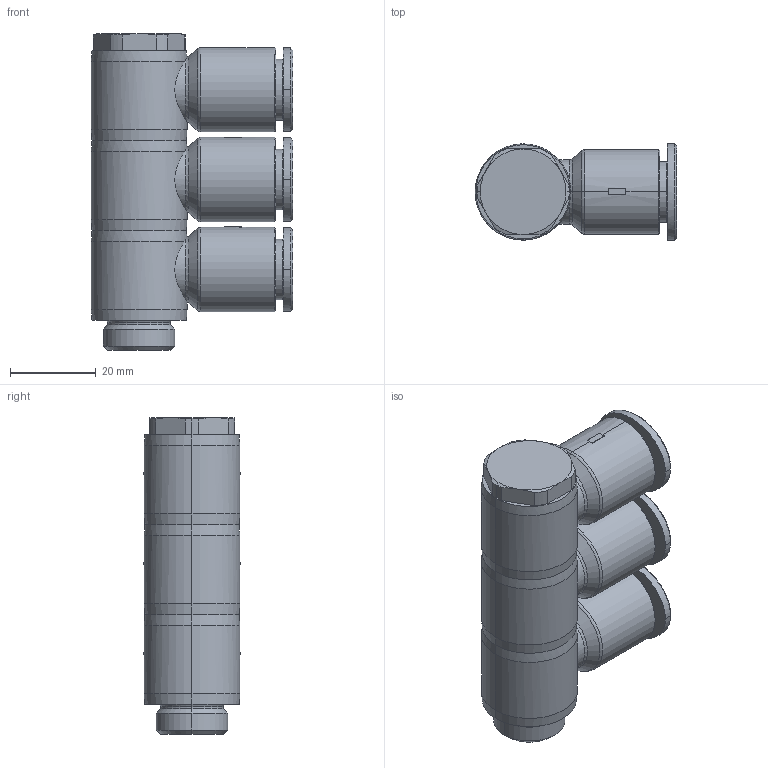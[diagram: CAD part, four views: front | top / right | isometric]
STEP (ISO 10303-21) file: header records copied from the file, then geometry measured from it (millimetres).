
FILE_DESCRIPTION((''),'2;1');
FILE_NAME('GPH_12G03(3)(3D).stp','2012-12-20T18:46:46',(''),(''),'Mechanical Desktop.R8.0.24.0','Mechanical Desktop.R8.0.24.0',', , ');
FILE_SCHEMA(('CONFIG_CONTROL_DESIGN'));
Length unit declared in the file: millimetre
Products named in the file (2): GPH_12G03(3)(3D); 睡ヶ1
Assembly tree (1 placements, depth 2):
  GPH_12G03(3)(3D)
    睡ヶ1
Bounding box: 47.1 x 22.5 x 74 mm (x, y, z)
Volume: 34396.4 mm3; surface area: 24183 mm2
Topology: 1 solids, 1 shells, 1192 faces, 3353 edges, 2205 vertices
Faces by surface type: plane 1035, cone 66, cylinder 55, bspline 30, torus 6
Entity records: 39563 total; most frequent: CARTESIAN_POINT 8784, ORIENTED_EDGE 6702, DIRECTION 5795, EDGE_CURVE 3351, VECTOR 3073, LINE 3073, VERTEX_POINT 2205, AXIS2_PLACEMENT_3D 1361
